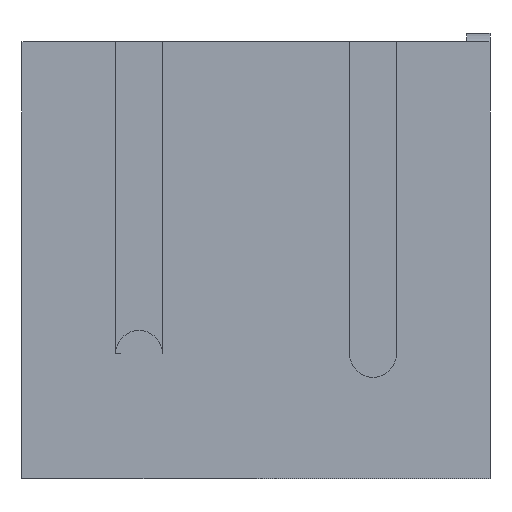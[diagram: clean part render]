
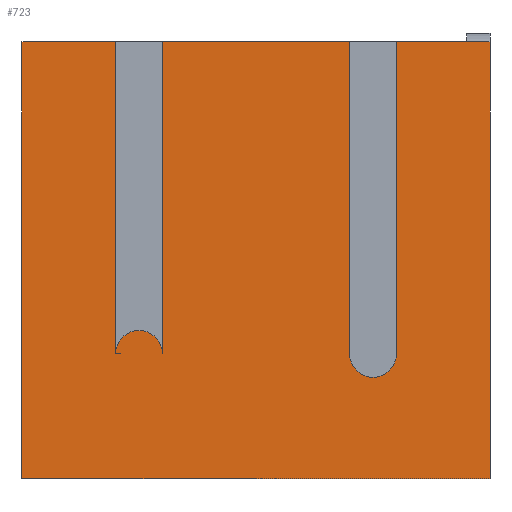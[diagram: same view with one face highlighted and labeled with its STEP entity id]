
A CAD part, front view. The second image highlights one B-rep face of the part: STEP entity #723.
In plain terms, the highlighted planar face has unit normal (0, -1, 0).
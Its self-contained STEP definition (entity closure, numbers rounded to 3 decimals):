
#142 = VERTEX_POINT('',#143);
#143 = CARTESIAN_POINT('',(-30.,-42.5,0.));
#174 = VERTEX_POINT('',#175);
#175 = CARTESIAN_POINT('',(30.,-42.5,0.));
#181 = EDGE_CURVE('',#174,#142,#182,.T.);
#182 = LINE('',#183,#184);
#183 = CARTESIAN_POINT('',(30.,-42.5,0.));
#184 = VECTOR('',#185,1.);
#185 = DIRECTION('',(-1.,0.,0.));
#477 = VERTEX_POINT('',#478);
#478 = CARTESIAN_POINT('',(30.,-42.5,56.));
#484 = EDGE_CURVE('',#174,#477,#485,.T.);
#485 = LINE('',#486,#487);
#486 = CARTESIAN_POINT('',(30.,-42.5,0.));
#487 = VECTOR('',#488,1.);
#488 = DIRECTION('',(0.,0.,1.));
#655 = VERTEX_POINT('',#656);
#656 = CARTESIAN_POINT('',(-18.,-42.5,56.));
#664 = EDGE_CURVE('',#655,#665,#667,.T.);
#665 = VERTEX_POINT('',#666);
#666 = CARTESIAN_POINT('',(-30.,-42.5,56.));
#667 = LINE('',#668,#669);
#668 = CARTESIAN_POINT('',(30.,-42.5,56.));
#669 = VECTOR('',#670,1.);
#670 = DIRECTION('',(-1.,0.,0.));
#710 = EDGE_CURVE('',#142,#665,#711,.T.);
#711 = LINE('',#712,#713);
#712 = CARTESIAN_POINT('',(-30.,-42.5,0.));
#713 = VECTOR('',#714,1.);
#714 = DIRECTION('',(0.,0.,1.));
#723 = ADVANCED_FACE('',(#724),#794,.T.);
#724 = FACE_BOUND('',#725,.T.);
#725 = EDGE_LOOP('',(#726,#727,#728,#736,#744,#753,#761,#769,#777,#786,
    #792,#793));
#726 = ORIENTED_EDGE('',*,*,#181,.F.);
#727 = ORIENTED_EDGE('',*,*,#484,.T.);
#728 = ORIENTED_EDGE('',*,*,#729,.T.);
#729 = EDGE_CURVE('',#477,#730,#732,.T.);
#730 = VERTEX_POINT('',#731);
#731 = CARTESIAN_POINT('',(18.,-42.5,56.));
#732 = LINE('',#733,#734);
#733 = CARTESIAN_POINT('',(30.,-42.5,56.));
#734 = VECTOR('',#735,1.);
#735 = DIRECTION('',(-1.,0.,0.));
#736 = ORIENTED_EDGE('',*,*,#737,.T.);
#737 = EDGE_CURVE('',#730,#738,#740,.T.);
#738 = VERTEX_POINT('',#739);
#739 = CARTESIAN_POINT('',(18.,-42.5,16.));
#740 = LINE('',#741,#742);
#741 = CARTESIAN_POINT('',(18.,-42.5,56.));
#742 = VECTOR('',#743,1.);
#743 = DIRECTION('',(0.,0.,-1.));
#744 = ORIENTED_EDGE('',*,*,#745,.F.);
#745 = EDGE_CURVE('',#746,#738,#748,.T.);
#746 = VERTEX_POINT('',#747);
#747 = CARTESIAN_POINT('',(12.,-42.5,16.));
#748 = CIRCLE('',#749,3.);
#749 = AXIS2_PLACEMENT_3D('',#750,#751,#752);
#750 = CARTESIAN_POINT('',(15.,-42.5,16.));
#751 = DIRECTION('',(0.,-1.,0.));
#752 = DIRECTION('',(1.,0.,0.));
#753 = ORIENTED_EDGE('',*,*,#754,.F.);
#754 = EDGE_CURVE('',#755,#746,#757,.T.);
#755 = VERTEX_POINT('',#756);
#756 = CARTESIAN_POINT('',(12.,-42.5,56.));
#757 = LINE('',#758,#759);
#758 = CARTESIAN_POINT('',(12.,-42.5,56.));
#759 = VECTOR('',#760,1.);
#760 = DIRECTION('',(0.,0.,-1.));
#761 = ORIENTED_EDGE('',*,*,#762,.T.);
#762 = EDGE_CURVE('',#755,#763,#765,.T.);
#763 = VERTEX_POINT('',#764);
#764 = CARTESIAN_POINT('',(-12.,-42.5,56.));
#765 = LINE('',#766,#767);
#766 = CARTESIAN_POINT('',(30.,-42.5,56.));
#767 = VECTOR('',#768,1.);
#768 = DIRECTION('',(-1.,0.,0.));
#769 = ORIENTED_EDGE('',*,*,#770,.T.);
#770 = EDGE_CURVE('',#763,#771,#773,.T.);
#771 = VERTEX_POINT('',#772);
#772 = CARTESIAN_POINT('',(-12.,-42.5,16.));
#773 = LINE('',#774,#775);
#774 = CARTESIAN_POINT('',(-12.,-42.5,56.));
#775 = VECTOR('',#776,1.);
#776 = DIRECTION('',(0.,0.,-1.));
#777 = ORIENTED_EDGE('',*,*,#778,.F.);
#778 = EDGE_CURVE('',#771,#779,#781,.T.);
#779 = VERTEX_POINT('',#780);
#780 = CARTESIAN_POINT('',(-18.,-42.5,16.));
#781 = CIRCLE('',#782,3.);
#782 = AXIS2_PLACEMENT_3D('',#783,#784,#785);
#783 = CARTESIAN_POINT('',(-15.,-42.5,16.));
#784 = DIRECTION('',(0.,-1.,0.));
#785 = DIRECTION('',(1.,0.,0.));
#786 = ORIENTED_EDGE('',*,*,#787,.F.);
#787 = EDGE_CURVE('',#655,#779,#788,.T.);
#788 = LINE('',#789,#790);
#789 = CARTESIAN_POINT('',(-18.,-42.5,56.));
#790 = VECTOR('',#791,1.);
#791 = DIRECTION('',(0.,0.,-1.));
#792 = ORIENTED_EDGE('',*,*,#664,.T.);
#793 = ORIENTED_EDGE('',*,*,#710,.F.);
#794 = PLANE('',#795);
#795 = AXIS2_PLACEMENT_3D('',#796,#797,#798);
#796 = CARTESIAN_POINT('',(30.,-42.5,0.));
#797 = DIRECTION('',(0.,-1.,0.));
#798 = DIRECTION('',(-1.,0.,0.));
